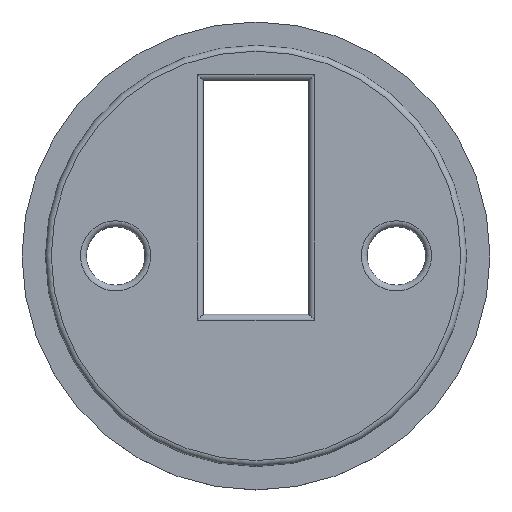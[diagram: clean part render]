
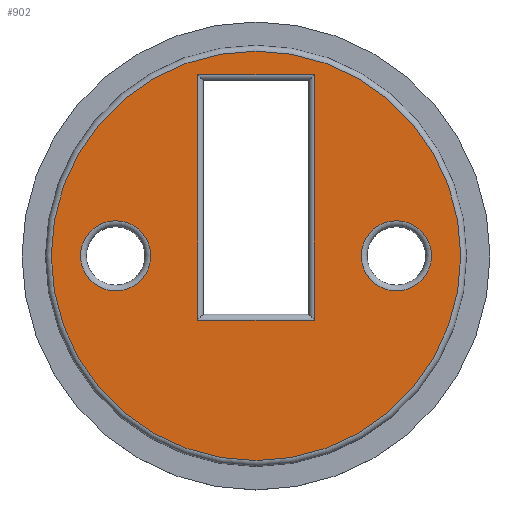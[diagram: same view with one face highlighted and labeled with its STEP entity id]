
A CAD part, top view. The second image highlights one B-rep face of the part: STEP entity #902.
In plain terms, the highlighted planar face has unit normal (0, 0, 1).
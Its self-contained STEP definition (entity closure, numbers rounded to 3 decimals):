
#541 = VERTEX_POINT('',#542);
#542 = CARTESIAN_POINT('',(35.,0.,15.));
#551 = EDGE_CURVE('',#541,#541,#552,.T.);
#552 = CIRCLE('',#553,35.);
#553 = AXIS2_PLACEMENT_3D('',#554,#555,#556);
#554 = CARTESIAN_POINT('',(0.,0.,15.));
#555 = DIRECTION('',(0.,0.,1.));
#556 = DIRECTION('',(1.,0.,-0.));
#902 = ADVANCED_FACE('',(#903,#906,#917,#951),#962,.T.);
#903 = FACE_BOUND('',#904,.T.);
#904 = EDGE_LOOP('',(#905));
#905 = ORIENTED_EDGE('',*,*,#551,.T.);
#906 = FACE_BOUND('',#907,.T.);
#907 = EDGE_LOOP('',(#908));
#908 = ORIENTED_EDGE('',*,*,#909,.F.);
#909 = EDGE_CURVE('',#910,#910,#912,.T.);
#910 = VERTEX_POINT('',#911);
#911 = CARTESIAN_POINT('',(-18.,0.,15.));
#912 = CIRCLE('',#913,6.);
#913 = AXIS2_PLACEMENT_3D('',#914,#915,#916);
#914 = CARTESIAN_POINT('',(-24.,0.,15.));
#915 = DIRECTION('',(0.,0.,1.));
#916 = DIRECTION('',(1.,0.,-0.));
#917 = FACE_BOUND('',#918,.T.);
#918 = EDGE_LOOP('',(#919,#929,#937,#945));
#919 = ORIENTED_EDGE('',*,*,#920,.T.);
#920 = EDGE_CURVE('',#921,#923,#925,.T.);
#921 = VERTEX_POINT('',#922);
#922 = CARTESIAN_POINT('',(-10.,-11.,15.));
#923 = VERTEX_POINT('',#924);
#924 = CARTESIAN_POINT('',(-10.,31.,15.));
#925 = LINE('',#926,#927);
#926 = CARTESIAN_POINT('',(-10.,-10.,15.));
#927 = VECTOR('',#928,1.);
#928 = DIRECTION('',(0.,1.,0.));
#929 = ORIENTED_EDGE('',*,*,#930,.T.);
#930 = EDGE_CURVE('',#923,#931,#933,.T.);
#931 = VERTEX_POINT('',#932);
#932 = CARTESIAN_POINT('',(10.,31.,15.));
#933 = LINE('',#934,#935);
#934 = CARTESIAN_POINT('',(-9.,31.,15.));
#935 = VECTOR('',#936,1.);
#936 = DIRECTION('',(1.,0.,0.));
#937 = ORIENTED_EDGE('',*,*,#938,.T.);
#938 = EDGE_CURVE('',#931,#939,#941,.T.);
#939 = VERTEX_POINT('',#940);
#940 = CARTESIAN_POINT('',(10.,-11.,15.));
#941 = LINE('',#942,#943);
#942 = CARTESIAN_POINT('',(10.,30.,15.));
#943 = VECTOR('',#944,1.);
#944 = DIRECTION('',(0.,-1.,0.));
#945 = ORIENTED_EDGE('',*,*,#946,.T.);
#946 = EDGE_CURVE('',#939,#921,#947,.T.);
#947 = LINE('',#948,#949);
#948 = CARTESIAN_POINT('',(9.,-11.,15.));
#949 = VECTOR('',#950,1.);
#950 = DIRECTION('',(-1.,0.,0.));
#951 = FACE_BOUND('',#952,.T.);
#952 = EDGE_LOOP('',(#953));
#953 = ORIENTED_EDGE('',*,*,#954,.F.);
#954 = EDGE_CURVE('',#955,#955,#957,.T.);
#955 = VERTEX_POINT('',#956);
#956 = CARTESIAN_POINT('',(30.,0.,15.));
#957 = CIRCLE('',#958,6.);
#958 = AXIS2_PLACEMENT_3D('',#959,#960,#961);
#959 = CARTESIAN_POINT('',(24.,0.,15.));
#960 = DIRECTION('',(0.,0.,1.));
#961 = DIRECTION('',(1.,0.,-0.));
#962 = PLANE('',#963);
#963 = AXIS2_PLACEMENT_3D('',#964,#965,#966);
#964 = CARTESIAN_POINT('',(0.,0.,15.));
#965 = DIRECTION('',(0.,0.,1.));
#966 = DIRECTION('',(1.,0.,0.));
